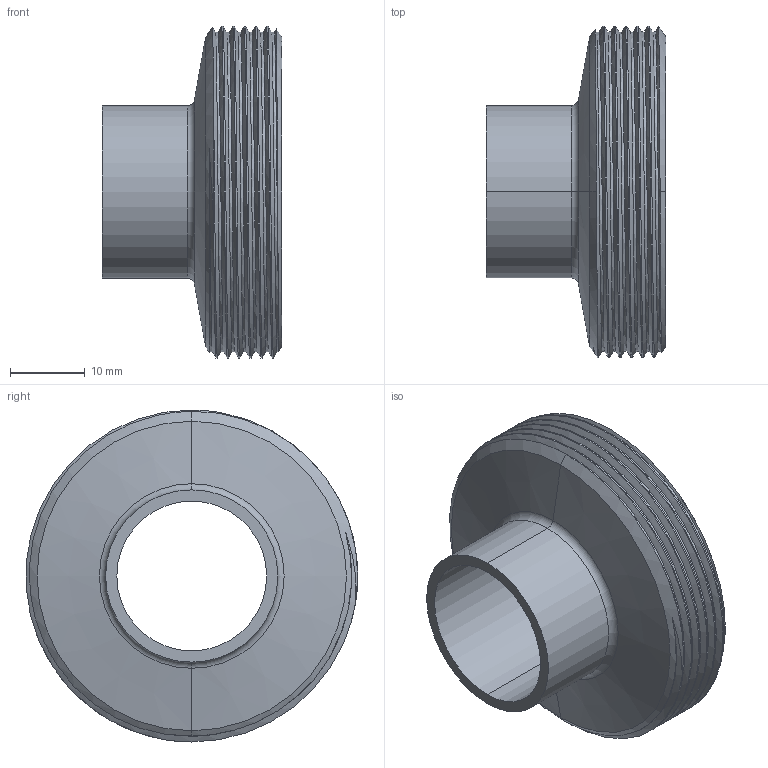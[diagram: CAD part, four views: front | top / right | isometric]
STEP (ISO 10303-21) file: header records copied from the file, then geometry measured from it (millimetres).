
FILE_DESCRIPTION (( 'STEP AP203' ), '1' );
FILE_NAME ('3D-M2010P_23x1.5_174074020.STEP', '2024-09-05T06:29:16', ( '' ), ( '' ), 'SwSTEP 2.0', 'SolidWorks 2024', '' );
FILE_SCHEMA (( 'CONFIG_CONTROL_DESIGN' ));
Length unit declared in the file: millimetre
Products named in the file (1): 3D-M2010P_23x1.5_174074020
Bounding box: 24 x 44.26 x 44.32 mm (x, y, z)
Volume: 10857.9 mm3; surface area: 7103 mm2
Topology: 1 solids, 1 shells, 37 faces, 91 edges, 58 vertices
Faces by surface type: cylinder 20, cone 8, plane 4, bspline 3, torus 2
Entity records: 2704 total; most frequent: CARTESIAN_POINT 1831, ORIENTED_EDGE 182, DIRECTION 153, EDGE_CURVE 91, AXIS2_PLACEMENT_3D 63, VERTEX_POINT 58, EDGE_LOOP 41, ADVANCED_FACE 37
